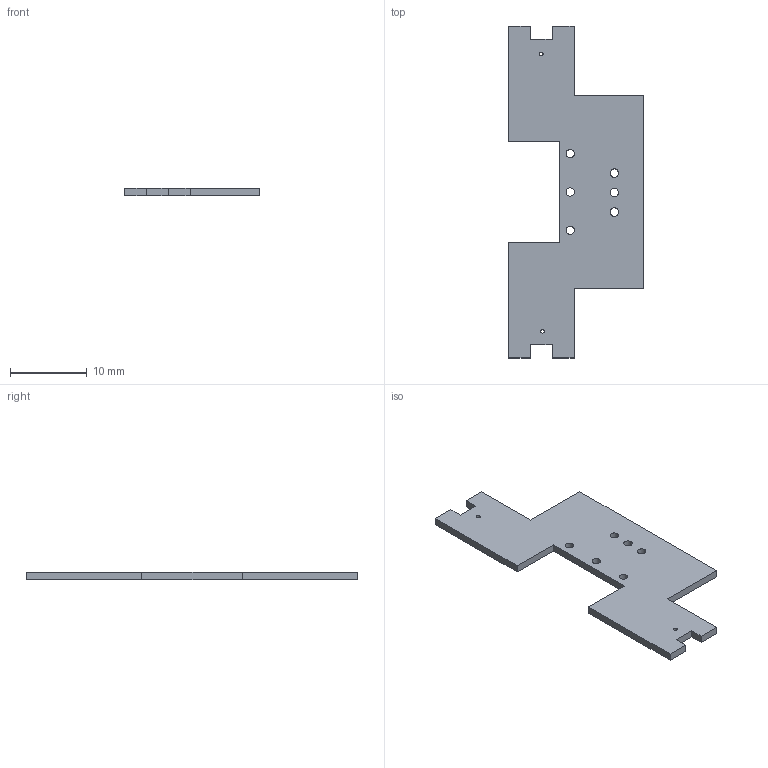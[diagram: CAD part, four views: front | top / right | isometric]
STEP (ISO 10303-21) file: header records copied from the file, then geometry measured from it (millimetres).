
FILE_DESCRIPTION(('for SolidWorks'),'2;1');
FILE_NAME('.step','2015-12-30T17:42:03',( 'Tim'),(''),'Open CASCADE STEP processor 6.6','Diptrace','Unknown');
FILE_SCHEMA(('AUTOMOTIVE_DESIGN { 1 0 10303 214 1 1 1 1 }'));
Length unit declared in the file: millimetre
Products named in the file (2): PCB; Board
Assembly tree (1 placements, depth 2):
  PCB
    Board
Bounding box: 17.62 x 43.34 x 0.99 mm (x, y, z)
Volume: 491.7 mm3; surface area: 1156.8 mm2
Topology: 1 solids, 1 shells, 30 faces, 84 edges, 56 vertices
Faces by surface type: plane 22, cylinder 8
Full cylindrical faces by diameter (mm): 0.486 x2, 1.1 x6
Entity records: 1033 total; most frequent: CARTESIAN_POINT 172, ORIENTED_EDGE 168, DIRECTION 164, EDGE_CURVE 84, LINE 68, VECTOR 68, VERTEX_POINT 56, AXIS2_PLACEMENT_3D 48
